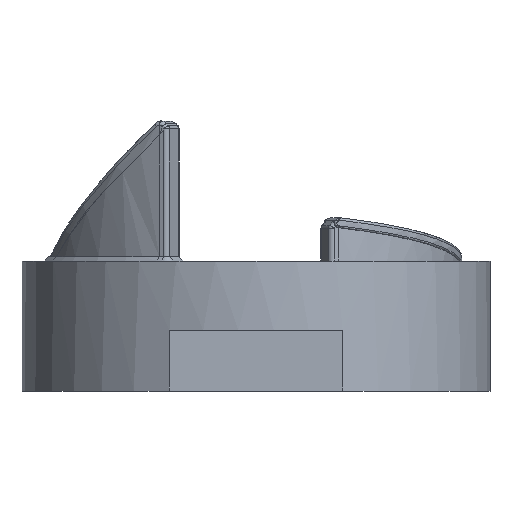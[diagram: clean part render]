
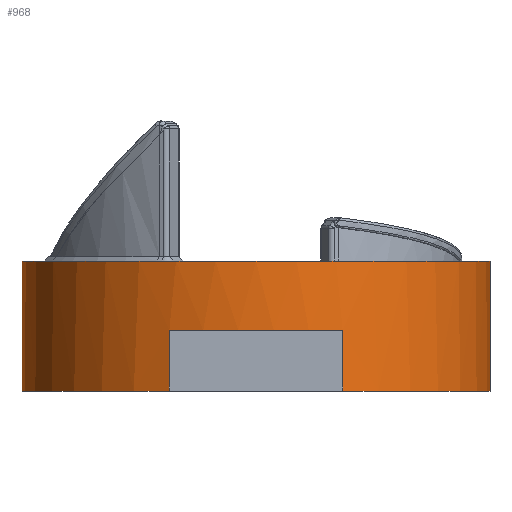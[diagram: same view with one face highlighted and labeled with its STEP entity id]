
A CAD part, front view. The second image highlights one B-rep face of the part: STEP entity #968.
In plain terms, the highlighted cylindrical face has radius 13.5 mm (diameter 27 mm), a partial arc.
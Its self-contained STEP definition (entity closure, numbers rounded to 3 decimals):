
#64 = ORIENTED_EDGE ( 'NONE', *, *, #373, .T. ) ;
#114 = ORIENTED_EDGE ( 'NONE', *, *, #2260, .F. ) ;
#124 = DIRECTION ( 'NONE',  ( 0., 0., 1. ) ) ;
#313 = DIRECTION ( 'NONE',  ( 0., 0., 1. ) ) ;
#373 = EDGE_CURVE ( 'NONE', #2446, #1025, #3940, .T. ) ;
#388 = CARTESIAN_POINT ( 'NONE',  ( -5., -12.54, -7.5 ) ) ;
#390 = CARTESIAN_POINT ( 'NONE',  ( 5., -12.54, -7.5 ) ) ;
#396 = CARTESIAN_POINT ( 'NONE',  ( 5., -12.54, -7.5 ) ) ;
#405 = LINE ( 'NONE', #388, #1490 ) ;
#427 = DIRECTION ( 'NONE',  ( 1., 0., 0. ) ) ;
#492 = CARTESIAN_POINT ( 'NONE',  ( 13.5, 0., -7.5 ) ) ;
#673 = VERTEX_POINT ( 'NONE', #396 ) ;
#675 = LINE ( 'NONE', #1967, #2612 ) ;
#694 = DIRECTION ( 'NONE',  ( 1., 0., 0. ) ) ;
#712 = DIRECTION ( 'NONE',  ( 0., 0., 1. ) ) ;
#713 = DIRECTION ( 'NONE',  ( 0., 0., 1. ) ) ;
#796 = CARTESIAN_POINT ( 'NONE',  ( -5., -12.54, -7.5 ) ) ;
#899 = ORIENTED_EDGE ( 'NONE', *, *, #1942, .F. ) ;
#941 = CARTESIAN_POINT ( 'NONE',  ( -5., -12.54, -4. ) ) ;
#968 = ADVANCED_FACE ( 'NONE', ( #1641 ), #2241, .T. ) ;
#1006 = CARTESIAN_POINT ( 'NONE',  ( 5., -12.54, -4. ) ) ;
#1025 = VERTEX_POINT ( 'NONE', #1157 ) ;
#1114 = ORIENTED_EDGE ( 'NONE', *, *, #2198, .F. ) ;
#1157 = CARTESIAN_POINT ( 'NONE',  ( 13.5, 0., 0. ) ) ;
#1199 = ORIENTED_EDGE ( 'NONE', *, *, #2882, .F. ) ;
#1234 = AXIS2_PLACEMENT_3D ( 'NONE', #2617, #3873, #2649 ) ;
#1314 = LINE ( 'NONE', #390, #2945 ) ;
#1344 = ORIENTED_EDGE ( 'NONE', *, *, #2863, .T. ) ;
#1349 = VERTEX_POINT ( 'NONE', #1006 ) ;
#1441 = ORIENTED_EDGE ( 'NONE', *, *, #3487, .F. ) ;
#1473 = CARTESIAN_POINT ( 'NONE',  ( 13.5, 0., -7.5 ) ) ;
#1481 = CARTESIAN_POINT ( 'NONE',  ( -13.5, 0., 0. ) ) ;
#1490 = VECTOR ( 'NONE', #3863, 1000. ) ;
#1502 = AXIS2_PLACEMENT_3D ( 'NONE', #2944, #124, #694 ) ;
#1569 = DIRECTION ( 'NONE',  ( 1., 0., 0. ) ) ;
#1641 = FACE_OUTER_BOUND ( 'NONE', #3823, .T. ) ;
#1788 = VERTEX_POINT ( 'NONE', #796 ) ;
#1805 = CARTESIAN_POINT ( 'NONE',  ( -13.5, 0., -7.5 ) ) ;
#1934 = EDGE_CURVE ( 'NONE', #2955, #1788, #3793, .T. ) ;
#1942 = EDGE_CURVE ( 'NONE', #2955, #3377, #675, .T. ) ;
#1965 = DIRECTION ( 'NONE',  ( 0., 0., 1. ) ) ;
#1967 = CARTESIAN_POINT ( 'NONE',  ( -13.5, 0., -7.5 ) ) ;
#2004 = AXIS2_PLACEMENT_3D ( 'NONE', #2188, #313, #1569 ) ;
#2188 = CARTESIAN_POINT ( 'NONE',  ( 0., 0., -7.5 ) ) ;
#2198 = EDGE_CURVE ( 'NONE', #2774, #1788, #405, .T. ) ;
#2236 = DIRECTION ( 'NONE',  ( 1., 0., 0. ) ) ;
#2241 = CYLINDRICAL_SURFACE ( 'NONE', #4061, 13.5 ) ;
#2260 = EDGE_CURVE ( 'NONE', #3377, #1025, #2544, .T. ) ;
#2289 = CIRCLE ( 'NONE', #1234, 13.5 ) ;
#2446 = VERTEX_POINT ( 'NONE', #1473 ) ;
#2544 = CIRCLE ( 'NONE', #3404, 13.5 ) ;
#2612 = VECTOR ( 'NONE', #713, 1000. ) ;
#2617 = CARTESIAN_POINT ( 'NONE',  ( 0., 0., -4. ) ) ;
#2630 = DIRECTION ( 'NONE',  ( 0., 0., 1. ) ) ;
#2649 = DIRECTION ( 'NONE',  ( 1., 0., 0. ) ) ;
#2655 = DIRECTION ( 'NONE',  ( 0., 0., 1. ) ) ;
#2774 = VERTEX_POINT ( 'NONE', #941 ) ;
#2863 = EDGE_CURVE ( 'NONE', #673, #2446, #4080, .T. ) ;
#2882 = EDGE_CURVE ( 'NONE', #1349, #2774, #2289, .T. ) ;
#2924 = CARTESIAN_POINT ( 'NONE',  ( 0., 0., -7.5 ) ) ;
#2938 = CARTESIAN_POINT ( 'NONE',  ( 0., 0., 0. ) ) ;
#2944 = CARTESIAN_POINT ( 'NONE',  ( 0., 0., -7.5 ) ) ;
#2945 = VECTOR ( 'NONE', #1965, 1000. ) ;
#2955 = VERTEX_POINT ( 'NONE', #1805 ) ;
#3263 = ORIENTED_EDGE ( 'NONE', *, *, #1934, .T. ) ;
#3377 = VERTEX_POINT ( 'NONE', #1481 ) ;
#3404 = AXIS2_PLACEMENT_3D ( 'NONE', #2938, #2630, #2236 ) ;
#3487 = EDGE_CURVE ( 'NONE', #673, #1349, #1314, .T. ) ;
#3782 = VECTOR ( 'NONE', #2655, 1000. ) ;
#3793 = CIRCLE ( 'NONE', #2004, 13.5 ) ;
#3823 = EDGE_LOOP ( 'NONE', ( #899, #3263, #1114, #1199, #1441, #1344, #64, #114 ) ) ;
#3863 = DIRECTION ( 'NONE',  ( 0., 0., -1. ) ) ;
#3873 = DIRECTION ( 'NONE',  ( 0., 0., -1. ) ) ;
#3940 = LINE ( 'NONE', #492, #3782 ) ;
#4061 = AXIS2_PLACEMENT_3D ( 'NONE', #2924, #712, #427 ) ;
#4080 = CIRCLE ( 'NONE', #1502, 13.5 ) ;
